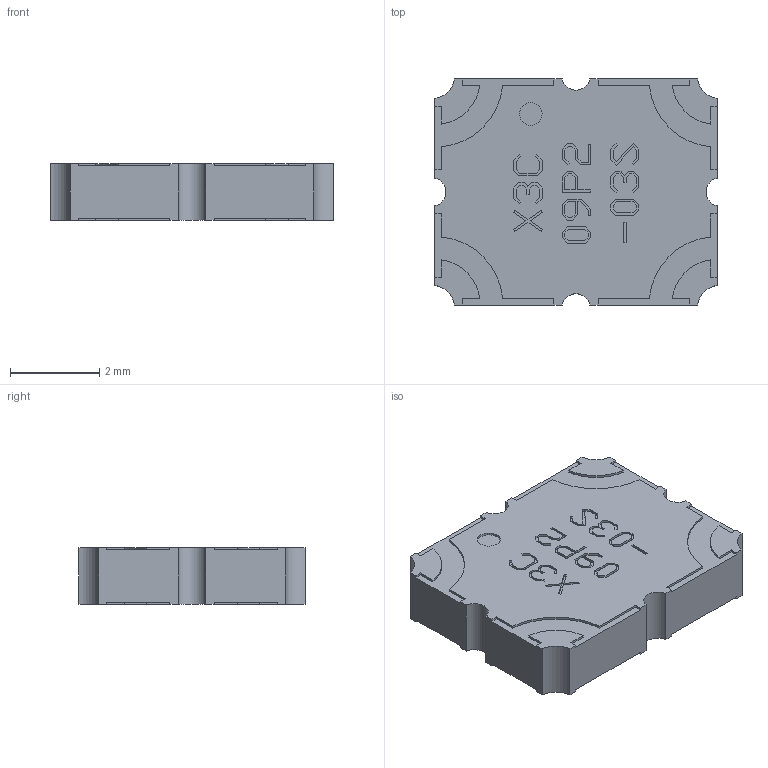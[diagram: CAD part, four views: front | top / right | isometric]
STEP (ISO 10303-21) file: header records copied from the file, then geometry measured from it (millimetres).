
FILE_DESCRIPTION (( 'STEP AP203' ), '1' );
FILE_NAME ('X3C09P2-03S.STEP', '2025-04-21T13:01:05', ( '' ), ( '' ), 'SwSTEP 2.0', 'SolidWorks 2023', '' );
FILE_SCHEMA (( 'CONFIG_CONTROL_DESIGN' ));
Length unit declared in the file: inch
Products named in the file (1): X3C09P2-03S
Bounding box: 6.35 x 5.08 x 1.27 mm (x, y, z)
Volume: 39 mm3; surface area: 94.9 mm2
Topology: 1 solids, 1 shells, 328 faces, 927 edges, 618 vertices
Faces by surface type: plane 307, cylinder 21
Entity records: 10512 total; most frequent: CARTESIAN_POINT 1874, ORIENTED_EDGE 1854, DIRECTION 1627, EDGE_CURVE 927, LINE 885, VECTOR 885, VERTEX_POINT 618, AXIS2_PLACEMENT_3D 371
